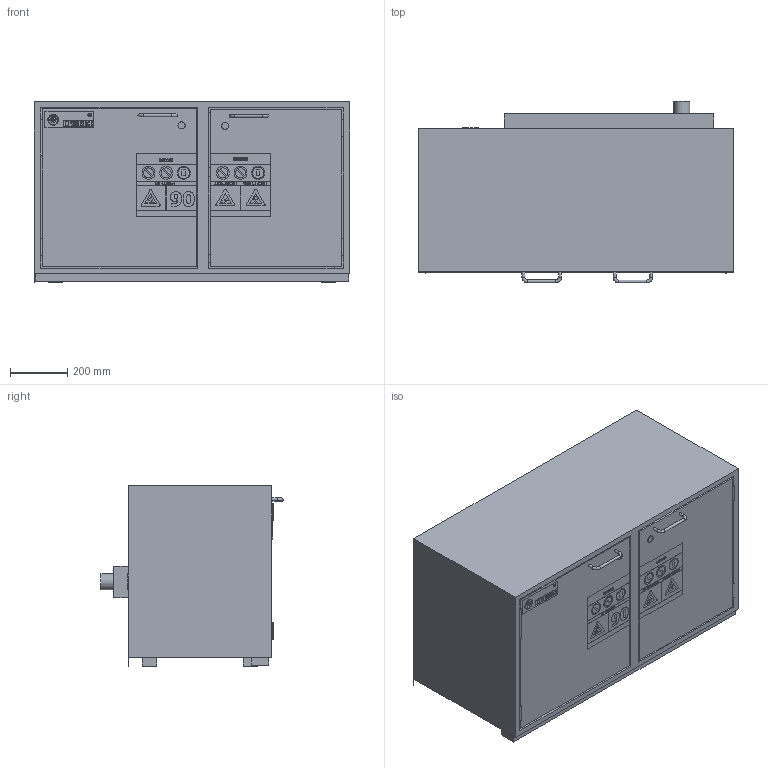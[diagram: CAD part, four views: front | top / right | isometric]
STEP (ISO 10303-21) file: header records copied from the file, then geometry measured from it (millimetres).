
FILE_DESCRIPTION(/* description */ (''),/* implementation_level */ '2;1');
FILE_NAME(/* name */ 'K90.060.110.050.UB.2T_30365-001-31106_CD.stp',/* time_stamp */ '2017-03-30T09:26:38+02:00',/* author */ ('pproduktmanagement'),/* organization */ (''),/* preprocessor_version */ 'ST-DEVELOPER v16.5',/* originating_system */ 'Autodesk Inventor 2017',/* authorisation */ '');
FILE_SCHEMA (('AUTOMOTIVE_DESIGN { 1 0 10303 214 3 1 1 }'));
Length unit declared in the file: millimetre
Products named in the file (2): K90.060.110.050.UB.2T; K90.060.110.050.UB.2T_30365-001-31106_CD
Assembly tree (1 placements, depth 2):
  K90.060.110.050.UB.2T
    K90.060.110.050.UB.2T_30365-001-31106_CD
Bounding box: 1102 x 636.76 x 630.38 mm (x, y, z)
Volume: 145416017.1 mm3; surface area: 9940326.2 mm2
Topology: 12 solids, 13 shells, 1307 faces, 3334 edges, 2204 vertices
Faces by surface type: plane 918, bspline 307, cylinder 78, torus 4
Full cylindrical faces by diameter (mm): 5 x1, 10 x6, 11.65 x1, 20 x16, 24.7 x1, 25 x1, 33.8 x1, 37.8 x1, 40 x2, 45 x6, 50 x4, 55 x2
Entity records: 42729 total; most frequent: CARTESIAN_POINT 11679, ORIENTED_EDGE 6590, DIRECTION 4837, EDGE_CURVE 3289, LINE 2519, VECTOR 2519, VERTEX_POINT 2204, EDGE_LOOP 1547
